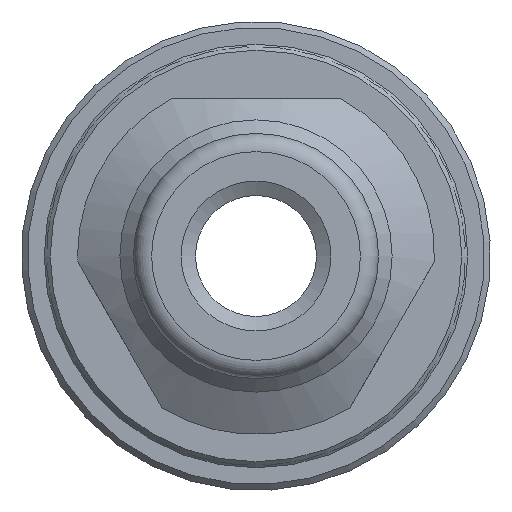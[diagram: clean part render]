
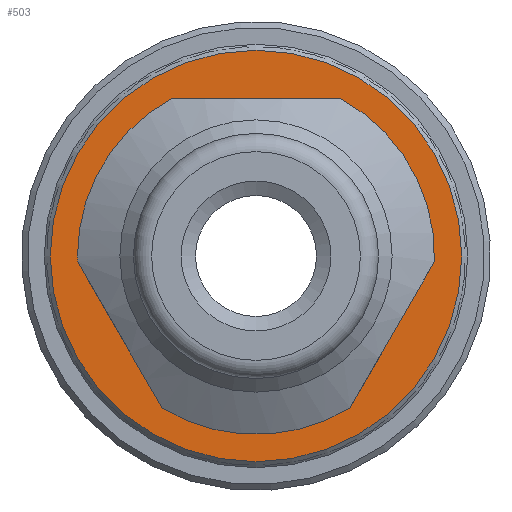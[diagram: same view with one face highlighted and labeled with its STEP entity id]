
A CAD part, left-side view. The second image highlights one B-rep face of the part: STEP entity #503.
In plain terms, the highlighted planar face has unit normal (-1, 0, 0).
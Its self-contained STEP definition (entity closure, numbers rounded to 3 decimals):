
#461=CARTESIAN_POINT('',(23.5,6.8,0.));
#462=VERTEX_POINT('',#461);
#463=CARTESIAN_POINT('',(23.5,0.0,0.0));
#464=DIRECTION('',(1.0,0.0,0.0));
#465=DIRECTION('',(0.0,-1.0,0.0));
#466=AXIS2_PLACEMENT_3D('',#463,#464,#465);
#467=CIRCLE('',#466,6.8);
#468=EDGE_CURVE('',#462,#462,#467,.T.);
#484=CARTESIAN_POINT('',(23.5,5.675,0.0));
#485=DIRECTION('',(-1.0,0.0,0.0));
#486=DIRECTION('',(0.0,0.0,1.0));
#487=AXIS2_PLACEMENT_3D('',#484,#485,#486);
#488=PLANE('',#487);
#489=ORIENTED_EDGE('',*,*,#468,.F.);
#490=EDGE_LOOP('',(#489));
#491=FACE_OUTER_BOUND('',#490,.T.);
#492=CARTESIAN_POINT('',(23.5,4.85,0.));
#493=VERTEX_POINT('',#492);
#494=CARTESIAN_POINT('',(23.5,0.0,0.0));
#495=DIRECTION('',(-1.0,0.0,0.0));
#496=DIRECTION('',(0.0,-1.0,0.0));
#497=AXIS2_PLACEMENT_3D('',#494,#495,#496);
#498=CIRCLE('',#497,4.85);
#499=EDGE_CURVE('',#493,#493,#498,.T.);
#500=ORIENTED_EDGE('',*,*,#499,.F.);
#501=EDGE_LOOP('',(#500));
#502=FACE_BOUND('',#501,.T.);
#503=ADVANCED_FACE('',(#491,#502),#488,.T.);
